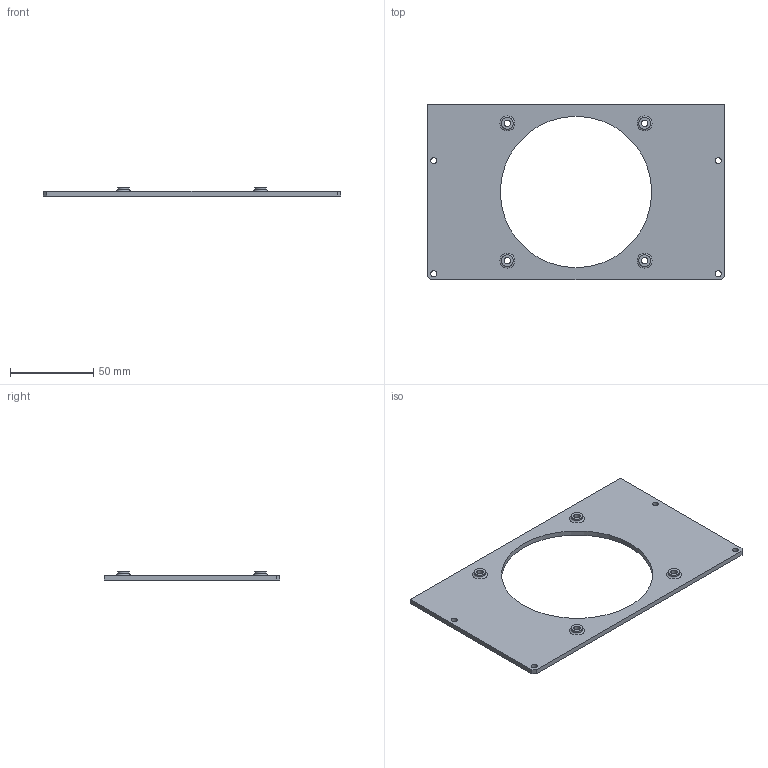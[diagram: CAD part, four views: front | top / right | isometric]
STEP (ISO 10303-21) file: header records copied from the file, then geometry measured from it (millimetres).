
FILE_DESCRIPTION(/* description */ (''),/* implementation_level */ '2;1');
FILE_NAME(/* name */ 'Half Lid - 92mm Fan.step',/* time_stamp */ '2022-08-02T01:23:25-05:00',/* author */ (''),/* organization */ (''),/* preprocessor_version */ 'ST-DEVELOPER v19',/* originating_system */ 'Autodesk Translation Framework v11.7.0.108',/* authorisation */ '');
FILE_SCHEMA (('AUTOMOTIVE_DESIGN { 1 0 10303 214 3 1 1 }'));
Length unit declared in the file: millimetre
Products named in the file (1): Half Lid - 92mm Fan
Bounding box: 178.6 x 105.55 x 5 mm (x, y, z)
Volume: 37008.7 mm3; surface area: 27584.7 mm2
Topology: 1 solids, 1 shells, 29 faces, 65 edges, 42 vertices
Faces by surface type: cylinder 13, plane 12, torus 4
Full cylindrical faces by diameter (mm): 3.6 x4, 3.8 x4, 7 x4, 91 x1
Entity records: 890 total; most frequent: DIRECTION 159, CARTESIAN_POINT 137, ORIENTED_EDGE 130, EDGE_CURVE 65, AXIS2_PLACEMENT_3D 64, EDGE_LOOP 51, VERTEX_POINT 42, CIRCLE 34
